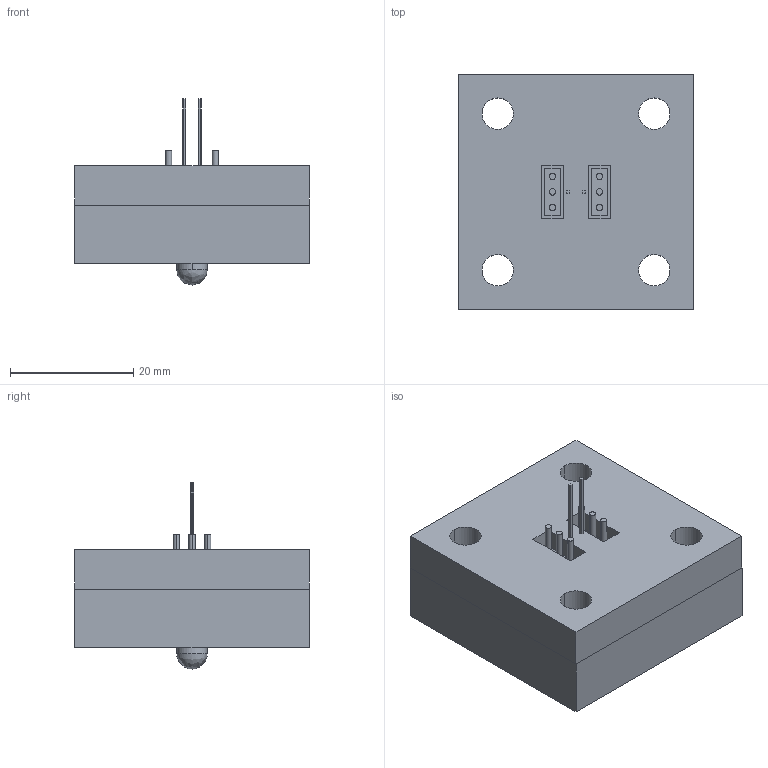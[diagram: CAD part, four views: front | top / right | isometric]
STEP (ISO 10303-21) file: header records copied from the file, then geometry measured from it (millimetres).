
FILE_DESCRIPTION (( 'STEP AP214' ), '1' );
FILE_NAME ('Overall.STEP', '2017-02-14T04:13:54', ( '' ), ( '' ), 'SwSTEP 2.0', 'SolidWorks 2016', '' );
FILE_SCHEMA (( 'AUTOMOTIVE_DESIGN' ));
Length unit declared in the file: inch
Products named in the file (8): Holder- Back; socket button head cap screw_ai_SBHCSCREW 0.112-40x0.25-HX-N; Header; Resistor; Holder- Front; LED; PCB; Overall
Assembly tree (11 placements, depth 2):
  Overall
    PCB
    LED
    Holder- Front
    Resistor
    Header  x2
    socket button head cap screw_ai_SBHCSCREW 0.112-40x0.25-HX-N  x4
    Holder- Back
Bounding box: 38.1 x 38.1 x 30.2 mm (x, y, z)
Volume: 18824.8 mm3; surface area: 11840.2 mm2
Topology: 13 solids, 13 shells, 361 faces, 899 edges, 578 vertices
Faces by surface type: cylinder 177, plane 150, cone 16, sphere 8, bspline 6, torus 4
Entity records: 9731 total; most frequent: CARTESIAN_POINT 1560, DIRECTION 1526, ORIENTED_EDGE 1354, EDGE_CURVE 677, AXIS2_PLACEMENT_3D 591, VERTEX_POINT 446, EDGE_LOOP 389, VECTOR 344
